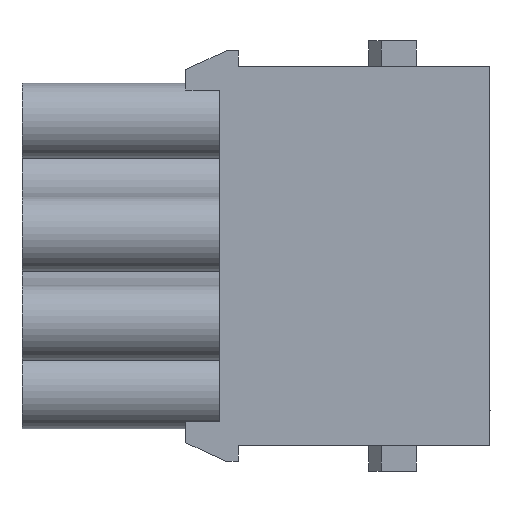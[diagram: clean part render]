
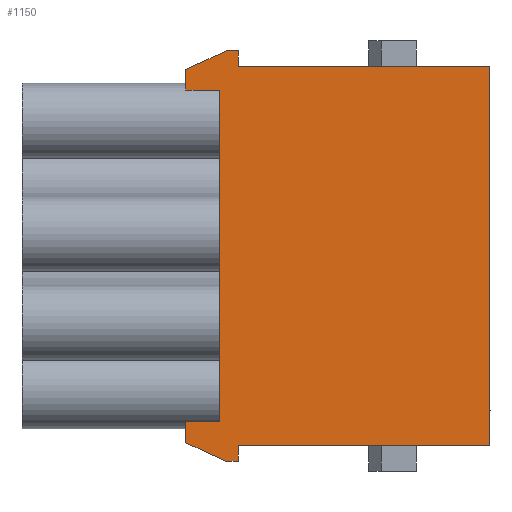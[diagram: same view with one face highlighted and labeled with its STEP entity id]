
A CAD part, left-side view. The second image highlights one B-rep face of the part: STEP entity #1150.
In plain terms, the highlighted planar face has unit normal (-1, 0, 0).
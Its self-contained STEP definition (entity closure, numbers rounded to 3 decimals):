
#1150=ADVANCED_FACE('',(#1488),#1318,.T.);
#1318=PLANE('',#4864);
#1488=FACE_OUTER_BOUND('',#1742,.T.);
#1742=EDGE_LOOP('',(#2635,#2636,#2637,#2638,#2639,#2640,#2641,#2642,#2643,
#2644,#2645,#2646,#2647,#2648));
#2635=ORIENTED_EDGE('',*,*,#3622,.F.);
#2636=ORIENTED_EDGE('',*,*,#3613,.T.);
#2637=ORIENTED_EDGE('',*,*,#3616,.F.);
#2638=ORIENTED_EDGE('',*,*,#3460,.T.);
#2639=ORIENTED_EDGE('',*,*,#3457,.T.);
#2640=ORIENTED_EDGE('',*,*,#3454,.T.);
#2641=ORIENTED_EDGE('',*,*,#3450,.T.);
#2642=ORIENTED_EDGE('',*,*,#3624,.T.);
#2643=ORIENTED_EDGE('',*,*,#3625,.F.);
#2644=ORIENTED_EDGE('',*,*,#3403,.T.);
#2645=ORIENTED_EDGE('',*,*,#3406,.T.);
#2646=ORIENTED_EDGE('',*,*,#3408,.T.);
#2647=ORIENTED_EDGE('',*,*,#3410,.T.);
#2648=ORIENTED_EDGE('',*,*,#3412,.T.);
#2967=VERTEX_POINT('',#6691);
#2968=VERTEX_POINT('',#6692);
#2969=VERTEX_POINT('',#6697);
#2970=VERTEX_POINT('',#6701);
#2971=VERTEX_POINT('',#6705);
#2972=VERTEX_POINT('',#6709);
#2998=VERTEX_POINT('',#6787);
#2999=VERTEX_POINT('',#6788);
#3002=VERTEX_POINT('',#6796);
#3004=VERTEX_POINT('',#6802);
#3006=VERTEX_POINT('',#6808);
#3119=VERTEX_POINT('',#7207);
#3121=VERTEX_POINT('',#7210);
#3124=VERTEX_POINT('',#7228);
#3403=EDGE_CURVE('',#2967,#2968,#3884,.T.);
#3406=EDGE_CURVE('',#2968,#2969,#3887,.T.);
#3408=EDGE_CURVE('',#2969,#2970,#3889,.T.);
#3410=EDGE_CURVE('',#2970,#2971,#3891,.T.);
#3412=EDGE_CURVE('',#2971,#2972,#3893,.T.);
#3450=EDGE_CURVE('',#2998,#2999,#3931,.T.);
#3454=EDGE_CURVE('',#3002,#2998,#3935,.T.);
#3457=EDGE_CURVE('',#3004,#3002,#3938,.T.);
#3460=EDGE_CURVE('',#3006,#3004,#3941,.T.);
#3613=EDGE_CURVE('',#3121,#3119,#4027,.T.);
#3616=EDGE_CURVE('',#3006,#3119,#4030,.T.);
#3622=EDGE_CURVE('',#3121,#2972,#4036,.T.);
#3624=EDGE_CURVE('',#2999,#3124,#4038,.T.);
#3625=EDGE_CURVE('',#2967,#3124,#4039,.T.);
#3884=LINE('',#6690,#4298);
#3887=LINE('',#6696,#4301);
#3889=LINE('',#6700,#4303);
#3891=LINE('',#6704,#4305);
#3893=LINE('',#6708,#4307);
#3931=LINE('',#6786,#4345);
#3935=LINE('',#6795,#4349);
#3938=LINE('',#6801,#4352);
#3941=LINE('',#6807,#4355);
#4027=LINE('',#7209,#4441);
#4030=LINE('',#7215,#4444);
#4036=LINE('',#7224,#4450);
#4038=LINE('',#7227,#4452);
#4039=LINE('',#7229,#4453);
#4298=VECTOR('',#5329,1.);
#4301=VECTOR('',#5334,1.);
#4303=VECTOR('',#5338,1.);
#4305=VECTOR('',#5342,1.);
#4307=VECTOR('',#5346,1.);
#4345=VECTOR('',#5412,1.);
#4349=VECTOR('',#5418,1.);
#4352=VECTOR('',#5423,1.);
#4355=VECTOR('',#5428,1.);
#4441=VECTOR('',#5756,1.);
#4444=VECTOR('',#5761,1.);
#4450=VECTOR('',#5771,1.);
#4452=VECTOR('',#5775,1.);
#4453=VECTOR('',#5776,1.);
#4864=AXIS2_PLACEMENT_3D('',#7230,#5777,#5778);
#5329=DIRECTION('',(0.,1.,0.));
#5334=DIRECTION('',(0.,0.,-1.));
#5338=DIRECTION('',(0.,-0.906,-0.423));
#5342=DIRECTION('',(0.,-1.,0.));
#5346=DIRECTION('',(0.,0.,1.));
#5412=DIRECTION('',(0.,0.,-1.));
#5418=DIRECTION('',(0.,0.906,-0.423));
#5423=DIRECTION('',(0.,1.,0.));
#5428=DIRECTION('',(0.,0.,1.));
#5756=DIRECTION('',(0.,0.,1.));
#5761=DIRECTION('',(0.,-1.,0.));
#5771=DIRECTION('',(0.,1.,0.));
#5775=DIRECTION('',(0.,-1.,0.));
#5776=DIRECTION('',(0.,0.,1.));
#5777=DIRECTION('',(-1.,0.,0.));
#5778=DIRECTION('',(0.,0.,1.));
#6690=CARTESIAN_POINT('',(-7.3,0.45,-13.265));
#6691=CARTESIAN_POINT('',(-7.3,0.45,-13.265));
#6692=CARTESIAN_POINT('',(-7.3,3.159,-13.265));
#6696=CARTESIAN_POINT('',(-7.3,3.159,-13.265));
#6697=CARTESIAN_POINT('',(-7.3,3.159,-14.92));
#6700=CARTESIAN_POINT('',(-7.3,3.159,-14.92));
#6701=CARTESIAN_POINT('',(-7.3,-0.014,-16.4));
#6704=CARTESIAN_POINT('',(-7.3,-0.014,-16.4));
#6705=CARTESIAN_POINT('',(-7.3,-1.05,-16.4));
#6708=CARTESIAN_POINT('',(-7.3,-1.05,-16.4));
#6709=CARTESIAN_POINT('',(-7.3,-1.05,-15.15));
#6786=CARTESIAN_POINT('',(-7.3,3.159,14.897));
#6787=CARTESIAN_POINT('',(-7.3,3.159,14.897));
#6788=CARTESIAN_POINT('',(-7.3,3.159,13.265));
#6795=CARTESIAN_POINT('',(-7.3,-0.064,16.4));
#6796=CARTESIAN_POINT('',(-7.3,-0.064,16.4));
#6801=CARTESIAN_POINT('',(-7.3,-1.05,16.4));
#6802=CARTESIAN_POINT('',(-7.3,-1.05,16.4));
#6807=CARTESIAN_POINT('',(-7.3,-1.05,15.15));
#6808=CARTESIAN_POINT('',(-7.3,-1.05,15.15));
#7207=CARTESIAN_POINT('',(-7.3,-21.15,15.15));
#7209=CARTESIAN_POINT('',(-7.3,-21.15,-15.15));
#7210=CARTESIAN_POINT('',(-7.3,-21.15,-15.15));
#7215=CARTESIAN_POINT('',(-7.3,-1.05,15.15));
#7224=CARTESIAN_POINT('',(-7.3,-21.15,-15.15));
#7227=CARTESIAN_POINT('',(-7.3,3.159,13.265));
#7228=CARTESIAN_POINT('',(-7.3,0.45,13.265));
#7229=CARTESIAN_POINT('',(-7.3,0.45,-13.265));
#7230=CARTESIAN_POINT('',(-7.3,-21.25,-16.757));
